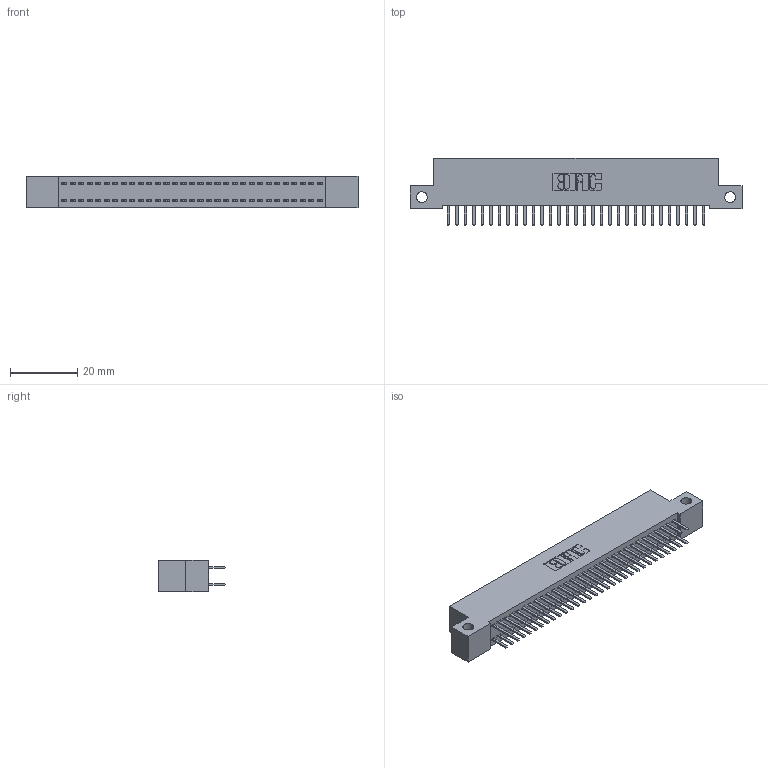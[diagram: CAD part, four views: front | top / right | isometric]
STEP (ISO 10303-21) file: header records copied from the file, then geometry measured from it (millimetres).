
FILE_DESCRIPTION (( 'STEP AP203' ), '1' );
FILE_NAME ('342-062-520-212.STEP', '2018-08-13T06:34:01', ( '' ), ( '' ), 'SwSTEP 2.0', 'SolidWorks 2016', '' );
FILE_SCHEMA (( 'CONFIG_CONTROL_DESIGN' ));
Length unit declared in the file: inch
Products named in the file (3): 342-062-520-212; 342 Part_Side Mount; 345-292-001_345-293-120
Assembly tree (63 placements, depth 2):
  342-062-520-212
    342 Part_Side Mount
    345-292-001_345-293-120  x62
Bounding box: 99.06 x 20.02 x 9.4 mm (x, y, z)
Volume: 8747.3 mm3; surface area: 13743.3 mm2
Topology: 63 solids, 63 shells, 3582 faces, 10405 edges, 6770 vertices
Faces by surface type: plane 2422, cylinder 1160
Entity records: 21351 total; most frequent: CARTESIAN_POINT 3562, ORIENTED_EDGE 3486, DIRECTION 3051, EDGE_CURVE 1743, LINE 1611, VECTOR 1611, VERTEX_POINT 1158, AXIS2_PLACEMENT_3D 720
